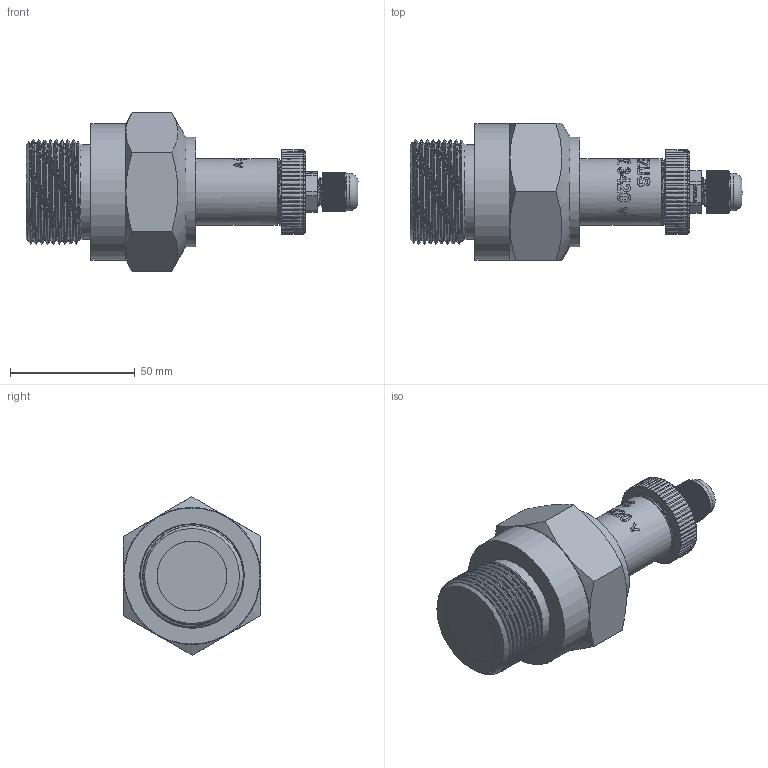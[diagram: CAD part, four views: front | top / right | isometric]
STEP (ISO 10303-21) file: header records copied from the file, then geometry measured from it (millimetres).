
FILE_DESCRIPTION(/* description */ (''),/* implementation_level */ '2;1');
FILE_NAME(/* name */ 'APZ3420v_G1-1''2-protected_2.step',/* time_stamp */ '2021-07-13T16:53:23+03:00',/* author */ (''),/* organization */ (''),/* preprocessor_version */ 'ST-DEVELOPER v18.1',/* originating_system */ 'Autodesk Translation Framework v10.9.0.1377',/* authorisation */ '');
FILE_SCHEMA (('AUTOMOTIVE_DESIGN { 1 0 10303 214 3 1 1 }'));
Products named in the file (9): АПЗ 3420 v - filled; OMAL nut M27x1.5 v8; Ш100.000.001 v4; M12x1.5 Cable gland v4; Cable gland; Rubber gasket; M12 Domed nut; CT002.000.084 (стакан 37) v
3; МР00-01.266.410.126 v3
Assembly tree (8 placements, depth 3):
  АПЗ 3420 v - filled
    OMAL nut M27x1.5 v8
    Ш100.000.001 v4
    M12x1.5 Cable gland v4
      Cable gland
      Rubber gasket
      M12 Domed nut
    CT002.000.084 (стакан 37) v
3
    МР00-01.266.410.126 v3
Bounding box: 132.93 x 55.08 x 63.51 mm (x, y, z)
Volume: 158504.8 mm3; surface area: 33166.4 mm2
Topology: 6 solids, 7 shells, 2701 faces, 7912 edges, 5277 vertices
Faces by surface type: plane 1485, cylinder 779, bspline 410, cone 21, torus 5, sphere 1
Full cylindrical faces by diameter (mm): 1 x6, 2 x1, 7.5 x1, 8 x1, 9.976 x5, 10 x6, 10.376 x4, 10.526 x3, 11.6 x4, 12 x5, 12.203 x3, 12.6 x1, 15 x1, 17 x1, 20 x1, 21.4 x2, 22.3 x1, 22.5 x1, 24.5 x1, 25.132 x4, 25.526 x4, 25.7 x1, 26.5 x5, 27.208 x5, 27.9 x1, 28 x2, 38 x1, 38.952 x8, 44 x1, 54.5 x1
Entity records: 117938 total; most frequent: CARTESIAN_POINT 49406, ORIENTED_EDGE 15824, DIRECTION 12311, EDGE_CURVE 7912, VERTEX_POINT 5277, LINE 4291, VECTOR 4291, AXIS2_PLACEMENT_3D 4010
